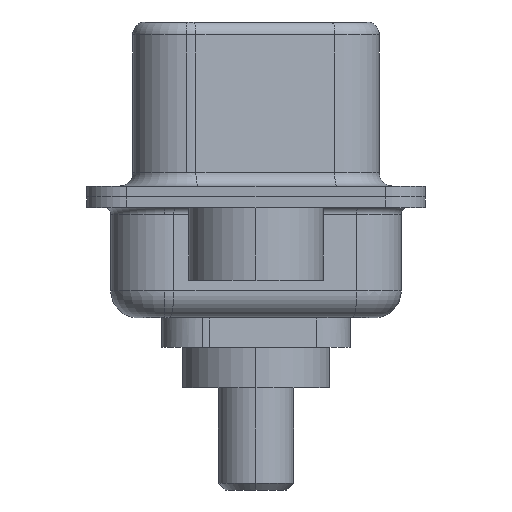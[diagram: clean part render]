
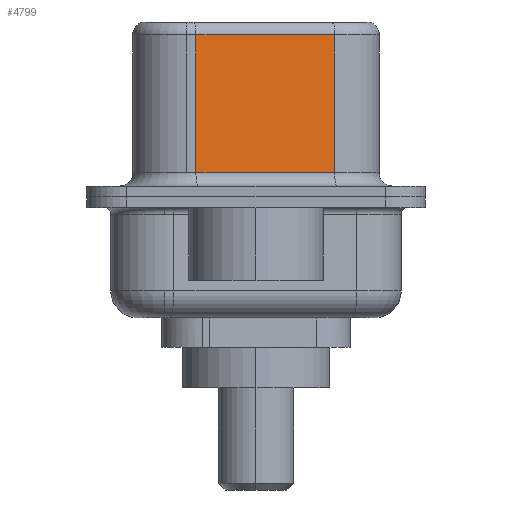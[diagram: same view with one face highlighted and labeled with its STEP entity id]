
A CAD part, left-side view. The second image highlights one B-rep face of the part: STEP entity #4799.
In plain terms, the highlighted planar face has unit normal (-0.985, -0.174, 0).
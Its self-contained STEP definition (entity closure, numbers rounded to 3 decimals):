
#544 = EDGE_CURVE ( 'NONE', #11598, #11376, #923, .T. ) ;
#923 = LINE ( 'NONE', #15306, #14576 ) ;
#2093 = EDGE_CURVE ( 'NONE', #3650, #6083, #13900, .T. ) ;
#3237 = ORIENTED_EDGE ( 'NONE', *, *, #544, .T. ) ;
#3544 = EDGE_LOOP ( 'NONE', ( #15327, #5107, #3237, #16196 ) ) ;
#3586 = AXIS2_PLACEMENT_3D ( 'NONE', #4237, #4560, #4620 ) ;
#3650 = VERTEX_POINT ( 'NONE', #12435 ) ;
#3783 = CARTESIAN_POINT ( 'NONE',  ( 4.585, -2.927, 6.52 ) ) ;
#4011 = PLANE ( 'NONE',  #3586 ) ;
#4237 = CARTESIAN_POINT ( 'NONE',  ( 4.585, -2.927, 6.52 ) ) ;
#4548 = CARTESIAN_POINT ( 'NONE',  ( 4.585, -2.927, 0.9 ) ) ;
#4560 = DIRECTION ( 'NONE',  ( 0.985, 0.174, 0. ) ) ;
#4620 = DIRECTION ( 'NONE',  ( -0.174, 0.985, 0. ) ) ;
#4799 = ADVANCED_FACE ( 'NONE', ( #8491 ), #4011, .F. ) ;
#5067 = DIRECTION ( 'NONE',  ( 0., 0., -1. ) ) ;
#5107 = ORIENTED_EDGE ( 'NONE', *, *, #14521, .T. ) ;
#6083 = VERTEX_POINT ( 'NONE', #4548 ) ;
#6604 = VECTOR ( 'NONE', #14640, 1000. ) ;
#6692 = CARTESIAN_POINT ( 'NONE',  ( 4.585, -2.927, 0.9 ) ) ;
#6872 = DIRECTION ( 'NONE',  ( -0.174, 0.985, 0. ) ) ;
#7369 = EDGE_CURVE ( 'NONE', #11376, #6083, #10951, .T. ) ;
#8491 = FACE_OUTER_BOUND ( 'NONE', #3544, .T. ) ;
#10286 = CARTESIAN_POINT ( 'NONE',  ( 3.675, 2.233, 6.02 ) ) ;
#10338 = VECTOR ( 'NONE', #5067, 1000. ) ;
#10807 = CARTESIAN_POINT ( 'NONE',  ( 4.585, -2.927, 6.02 ) ) ;
#10951 = LINE ( 'NONE', #6692, #6604 ) ;
#11376 = VERTEX_POINT ( 'NONE', #16498 ) ;
#11540 = LINE ( 'NONE', #10807, #16897 ) ;
#11598 = VERTEX_POINT ( 'NONE', #10286 ) ;
#12435 = CARTESIAN_POINT ( 'NONE',  ( 4.585, -2.927, 6.02 ) ) ;
#13900 = LINE ( 'NONE', #3783, #10338 ) ;
#14521 = EDGE_CURVE ( 'NONE', #3650, #11598, #11540, .T. ) ;
#14576 = VECTOR ( 'NONE', #15885, 1000. ) ;
#14640 = DIRECTION ( 'NONE',  ( 0.174, -0.985, 0. ) ) ;
#15306 = CARTESIAN_POINT ( 'NONE',  ( 3.675, 2.233, 6.52 ) ) ;
#15327 = ORIENTED_EDGE ( 'NONE', *, *, #2093, .F. ) ;
#15885 = DIRECTION ( 'NONE',  ( 0., 0., -1. ) ) ;
#16196 = ORIENTED_EDGE ( 'NONE', *, *, #7369, .T. ) ;
#16498 = CARTESIAN_POINT ( 'NONE',  ( 3.675, 2.233, 0.9 ) ) ;
#16897 = VECTOR ( 'NONE', #6872, 1000. ) ;
